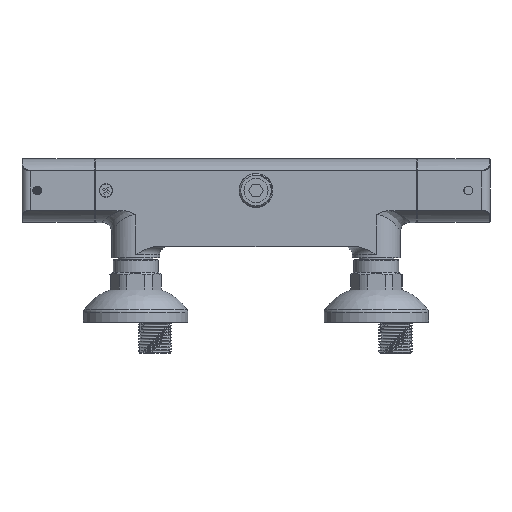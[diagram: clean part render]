
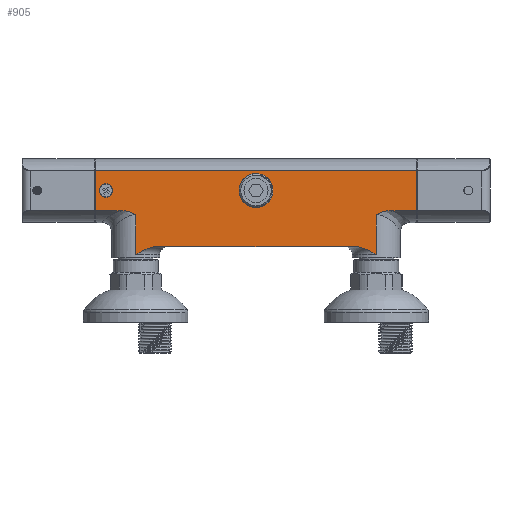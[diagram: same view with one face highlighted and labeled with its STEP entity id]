
A CAD part, front view. The second image highlights one B-rep face of the part: STEP entity #905.
In plain terms, the highlighted planar face has unit normal (0, -1, 0).
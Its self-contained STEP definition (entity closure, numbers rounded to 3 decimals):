
#15=DIRECTION('',(0.,0.,-1.));
#16=VECTOR('',#15,25.);
#17=CARTESIAN_POINT('',(-100.,-20.,12.5));
#18=LINE('',#17,#16);
#84=DIRECTION('',(1.,0.,0.));
#85=VECTOR('',#84,123.542);
#86=CARTESIAN_POINT('',(-61.771,-20.,-35.));
#87=LINE('',#86,#85);
#88=CARTESIAN_POINT('',(-93.5,-20.,0.));
#89=DIRECTION('',(0.,-1.,0.));
#90=DIRECTION('',(-1.,0.,0.));
#91=AXIS2_PLACEMENT_3D('',#88,#89,#90);
#93=CARTESIAN_POINT('',(-93.5,-20.,0.));
#94=DIRECTION('',(0.,-1.,0.));
#95=DIRECTION('',(1.,0.,0.));
#96=AXIS2_PLACEMENT_3D('',#93,#94,#95);
#98=DIRECTION('',(0.,0.,-1.));
#99=VECTOR('',#98,24.914);
#100=CARTESIAN_POINT('',(-75.002,-20.,
-15.086));
#101=LINE('',#100,#99);
#102=CARTESIAN_POINT('',(-75.002,-20.,
-15.086));
#103=CARTESIAN_POINT('',(-75.011,-20.,
-15.065));
#104=CARTESIAN_POINT('',(-75.025,-20.,
-15.048));
#105=CARTESIAN_POINT('',(-75.046,-20.,-15.035));
#106=CARTESIAN_POINT('',(-75.056,-20.,-15.037));
#108=CARTESIAN_POINT('',(-75.056,-20.,-15.037));
#109=CARTESIAN_POINT('',(-75.525,-20.,-14.805));
#110=CARTESIAN_POINT('',(-76.408,-20.,
-14.231));
#111=CARTESIAN_POINT('',(-77.89,-20.,
-13.603));
#112=CARTESIAN_POINT('',(-79.42,-20.,
-13.093));
#113=CARTESIAN_POINT('',(-80.987,-20.,
-12.743));
#114=CARTESIAN_POINT('',(-82.549,-20.,
-12.541));
#115=CARTESIAN_POINT('',(-83.56,-20.,
-12.5));
#116=CARTESIAN_POINT('',(-84.059,-20.,
-12.5));
#118=DIRECTION('',(1.,0.,0.));
#119=VECTOR('',#118,200.);
#120=CARTESIAN_POINT('',(-100.,-20.,12.5));
#121=LINE('',#120,#119);
#122=CARTESIAN_POINT('',(75.056,-20.,-15.037));
#123=CARTESIAN_POINT('',(75.525,-20.,-14.805));
#124=CARTESIAN_POINT('',(76.408,-20.,-14.231));
#125=CARTESIAN_POINT('',(77.89,-20.,-13.603));
#126=CARTESIAN_POINT('',(79.42,-20.,-13.093));
#127=CARTESIAN_POINT('',(80.987,-20.,-12.743));
#128=CARTESIAN_POINT('',(82.549,-20.,-12.541));
#129=CARTESIAN_POINT('',(83.56,-20.,-12.5));
#130=CARTESIAN_POINT('',(84.059,-20.,-12.5));
#132=CARTESIAN_POINT('',(75.002,-20.,-15.086));
#133=CARTESIAN_POINT('',(75.011,-20.,-15.065));
#134=CARTESIAN_POINT('',(75.025,-20.,-15.048));
#135=CARTESIAN_POINT('',(75.046,-20.,-15.035));
#136=CARTESIAN_POINT('',(75.056,-20.,-15.037));
#138=DIRECTION('',(0.,0.,-1.));
#139=VECTOR('',#138,24.914);
#140=CARTESIAN_POINT('',(75.002,-20.,-15.086));
#141=LINE('',#140,#139);
#142=CARTESIAN_POINT('',(0.,-20.,0.));
#143=DIRECTION('',(0.,1.,0.));
#144=DIRECTION('',(0.,0.,-1.));
#145=AXIS2_PLACEMENT_3D('',#142,#143,#144);
#147=CARTESIAN_POINT('',(0.,-20.,0.));
#148=DIRECTION('',(0.,1.,0.));
#149=DIRECTION('',(0.,0.,1.));
#150=AXIS2_PLACEMENT_3D('',#147,#148,#149);
#211=CARTESIAN_POINT('',(-61.771,-20.,-35.));
#212=CARTESIAN_POINT('',(-62.509,-20.,-35.));
#213=CARTESIAN_POINT('',(-64.046,-20.,-35.142));
#214=CARTESIAN_POINT('',(-66.54,-20.,-35.783));
#215=CARTESIAN_POINT('',(-69.19,-20.,-36.838));
#216=CARTESIAN_POINT('',(-72.001,-20.,-38.271));
#217=CARTESIAN_POINT('',(-73.973,-20.,-39.407));
#218=CARTESIAN_POINT('',(-75.,-20.,-40.));
#300=CARTESIAN_POINT('',(-75.002,-20.,
-15.086));
#346=CARTESIAN_POINT('',(75.002,-20.,-15.086));
#417=CARTESIAN_POINT('',(61.771,-20.,-35.));
#418=CARTESIAN_POINT('',(62.509,-20.,-35.));
#419=CARTESIAN_POINT('',(64.046,-20.,-35.142));
#420=CARTESIAN_POINT('',(66.54,-20.,-35.783));
#421=CARTESIAN_POINT('',(69.19,-20.,-36.838));
#422=CARTESIAN_POINT('',(72.001,-20.,-38.271));
#423=CARTESIAN_POINT('',(73.973,-20.,-39.407));
#424=CARTESIAN_POINT('',(75.,-20.,-40.));
#530=CARTESIAN_POINT('',(84.059,-20.,-12.5));
#532=DIRECTION('',(1.,0.,0.));
#533=VECTOR('',#532,15.941);
#534=CARTESIAN_POINT('',(84.059,-20.,-12.5));
#535=LINE('',#534,#533);
#546=DIRECTION('',(0.,0.,-1.));
#547=VECTOR('',#546,25.);
#548=CARTESIAN_POINT('',(100.,-20.,12.5));
#549=LINE('',#548,#547);
#624=DIRECTION('',(-1.,0.,0.));
#625=VECTOR('',#624,15.941);
#626=CARTESIAN_POINT('',(-84.059,-20.,
-12.5));
#627=LINE('',#626,#625);
#636=CARTESIAN_POINT('',(-84.059,-20.,
-12.5));
#676=CARTESIAN_POINT('',(-61.771,-20.,-35.));
#678=VERTEX_POINT('',#676);
#680=CARTESIAN_POINT('',(-100.,-20.,12.5));
#682=VERTEX_POINT('',#680);
#683=CARTESIAN_POINT('',(-100.,-20.,-12.5));
#684=VERTEX_POINT('',#683);
#686=VERTEX_POINT('',#636);
#688=VERTEX_POINT('',#300);
#689=VERTEX_POINT('',#106);
#706=CARTESIAN_POINT('',(61.771,-20.,-35.));
#708=VERTEX_POINT('',#706);
#710=CARTESIAN_POINT('',(100.,-20.,12.5));
#712=VERTEX_POINT('',#710);
#713=CARTESIAN_POINT('',(100.,-20.,-12.5));
#714=VERTEX_POINT('',#713);
#716=VERTEX_POINT('',#530);
#718=VERTEX_POINT('',#346);
#719=VERTEX_POINT('',#136);
#737=CARTESIAN_POINT('',(-97.75,-20.,0.));
#738=CARTESIAN_POINT('',(-89.25,-20.,0.));
#739=VERTEX_POINT('',#737);
#740=VERTEX_POINT('',#738);
#754=CARTESIAN_POINT('',(-75.,-20.,-40.));
#756=VERTEX_POINT('',#754);
#761=CARTESIAN_POINT('',(75.,-20.,-40.));
#763=VERTEX_POINT('',#761);
#765=CARTESIAN_POINT('',(0.,-20.,-9.5));
#766=CARTESIAN_POINT('',(0.,-20.,9.5));
#767=VERTEX_POINT('',#765);
#768=VERTEX_POINT('',#766);
#860=CARTESIAN_POINT('',(-100.,-20.,12.5));
#861=DIRECTION('',(0.,-1.,0.));
#862=DIRECTION('',(0.,0.,-1.));
#863=AXIS2_PLACEMENT_3D('',#860,#861,#862);
#864=PLANE('',#863);
#866=ORIENTED_EDGE('',*,*,#865,.T.);
#868=ORIENTED_EDGE('',*,*,#867,.F.);
#870=ORIENTED_EDGE('',*,*,#869,.T.);
#872=ORIENTED_EDGE('',*,*,#871,.T.);
#874=ORIENTED_EDGE('',*,*,#873,.T.);
#875=ORIENTED_EDGE('',*,*,#788,.F.);
#877=ORIENTED_EDGE('',*,*,#876,.T.);
#879=ORIENTED_EDGE('',*,*,#878,.T.);
#881=ORIENTED_EDGE('',*,*,#880,.F.);
#883=ORIENTED_EDGE('',*,*,#882,.F.);
#885=ORIENTED_EDGE('',*,*,#884,.F.);
#887=ORIENTED_EDGE('',*,*,#886,.T.);
#889=ORIENTED_EDGE('',*,*,#888,.F.);
#890=ORIENTED_EDGE('',*,*,#850,.F.);
#891=EDGE_LOOP('',(#866,#868,#870,#872,#874,#875,#877,#879,#881,#883,#885,#887,
#889,#890));
#892=FACE_OUTER_BOUND('',#891,.F.);
#894=ORIENTED_EDGE('',*,*,#893,.T.);
#896=ORIENTED_EDGE('',*,*,#895,.T.);
#897=EDGE_LOOP('',(#894,#896));
#898=FACE_BOUND('',#897,.F.);
#900=ORIENTED_EDGE('',*,*,#899,.F.);
#902=ORIENTED_EDGE('',*,*,#901,.F.);
#903=EDGE_LOOP('',(#900,#902));
#904=FACE_BOUND('',#903,.F.);
#905=ADVANCED_FACE('',(#892,#898,#904),#864,.T.);
#92=CIRCLE('',#91,4.25);
#97=CIRCLE('',#96,4.25);
#107=B_SPLINE_CURVE_WITH_KNOTS('',3,(#102,#103,#104,#105,#106),.UNSPECIFIED.,
.F.,.F.,(4,1,4),(0.,0.5,1.),.UNSPECIFIED.);
#117=B_SPLINE_CURVE_WITH_KNOTS('',3,(#108,#109,#110,#111,#112,#113,#114,#115,
#116),.UNSPECIFIED.,.F.,.F.,(4,1,1,1,1,1,4),(0.,0.167,
0.333,0.5,0.667,0.833,1.),
.UNSPECIFIED.);
#131=B_SPLINE_CURVE_WITH_KNOTS('',3,(#122,#123,#124,#125,#126,#127,#128,#129,
#130),.UNSPECIFIED.,.F.,.F.,(4,1,1,1,1,1,4),(0.,0.167,
0.333,0.5,0.667,0.833,1.),
.UNSPECIFIED.);
#137=B_SPLINE_CURVE_WITH_KNOTS('',3,(#132,#133,#134,#135,#136),.UNSPECIFIED.,
.F.,.F.,(4,1,4),(0.,0.5,1.),.UNSPECIFIED.);
#146=CIRCLE('',#145,9.5);
#151=CIRCLE('',#150,9.5);
#219=B_SPLINE_CURVE_WITH_KNOTS('',3,(#211,#212,#213,#214,#215,#216,#217,#218),
.UNSPECIFIED.,.F.,.F.,(4,1,1,1,1,4),(0.,0.2,0.4,0.6,0.8,1.),
.UNSPECIFIED.);
#425=B_SPLINE_CURVE_WITH_KNOTS('',3,(#417,#418,#419,#420,#421,#422,#423,#424),
.UNSPECIFIED.,.F.,.F.,(4,1,1,1,1,4),(0.,0.2,0.4,0.6,0.8,1.),
.UNSPECIFIED.);
#788=EDGE_CURVE('',#682,#684,#18,.T.);
#850=EDGE_CURVE('',#678,#708,#87,.T.);
#865=EDGE_CURVE('',#678,#756,#219,.T.);
#867=EDGE_CURVE('',#688,#756,#101,.T.);
#869=EDGE_CURVE('',#688,#689,#107,.T.);
#871=EDGE_CURVE('',#689,#686,#117,.T.);
#873=EDGE_CURVE('',#686,#684,#627,.T.);
#876=EDGE_CURVE('',#682,#712,#121,.T.);
#878=EDGE_CURVE('',#712,#714,#549,.T.);
#880=EDGE_CURVE('',#716,#714,#535,.T.);
#882=EDGE_CURVE('',#719,#716,#131,.T.);
#884=EDGE_CURVE('',#718,#719,#137,.T.);
#886=EDGE_CURVE('',#718,#763,#141,.T.);
#888=EDGE_CURVE('',#708,#763,#425,.T.);
#893=EDGE_CURVE('',#739,#740,#92,.T.);
#895=EDGE_CURVE('',#740,#739,#97,.T.);
#899=EDGE_CURVE('',#767,#768,#146,.T.);
#901=EDGE_CURVE('',#768,#767,#151,.T.);
